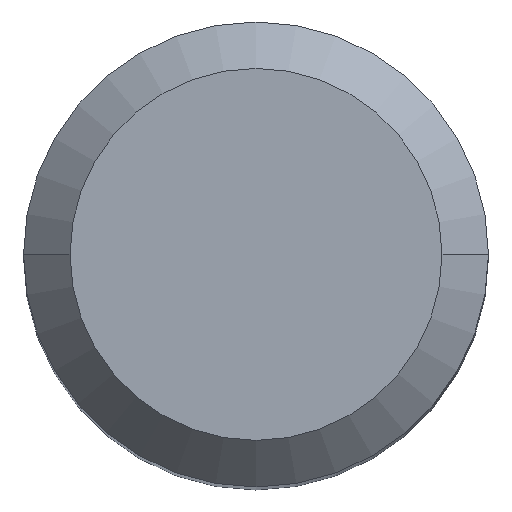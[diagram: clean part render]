
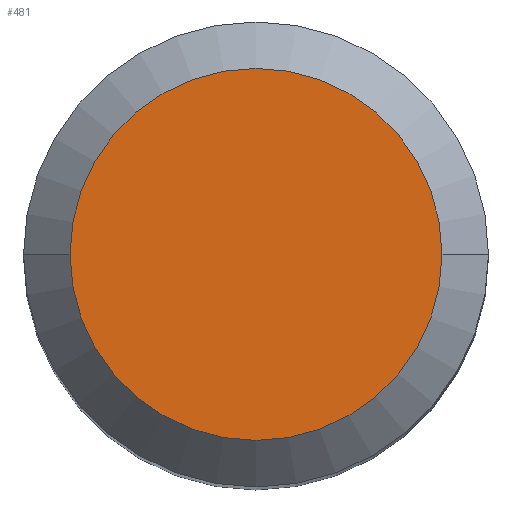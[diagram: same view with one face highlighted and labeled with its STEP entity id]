
A CAD part, top view. The second image highlights one B-rep face of the part: STEP entity #481.
In plain terms, the highlighted planar face has unit normal (0, 0, 1).
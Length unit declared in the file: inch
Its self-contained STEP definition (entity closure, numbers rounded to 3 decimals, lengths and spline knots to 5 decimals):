
#14 = DIRECTION ( 'NONE',  ( 1., 0., 0. ) ) ;
#42 = EDGE_CURVE ( 'NONE', #324, #264, #72, .T. ) ;
#66 = CARTESIAN_POINT ( 'NONE',  ( 0.18896, 0., 0. ) ) ;
#72 = CIRCLE ( 'NONE', #242, 0.18896 ) ;
#130 = AXIS2_PLACEMENT_3D ( 'NONE', #268, #140, #14 ) ;
#140 = DIRECTION ( 'NONE',  ( 0., 0., 1. ) ) ;
#219 = DIRECTION ( 'NONE',  ( 0., 0., -1. ) ) ;
#242 = AXIS2_PLACEMENT_3D ( 'NONE', #301, #418, #392 ) ;
#254 = FACE_OUTER_BOUND ( 'NONE', #286, .T. ) ;
#256 = DIRECTION ( 'NONE',  ( -1., 0., 0. ) ) ;
#264 = VERTEX_POINT ( 'NONE', #66 ) ;
#268 = CARTESIAN_POINT ( 'NONE',  ( 0., 0., 0. ) ) ;
#286 = EDGE_LOOP ( 'NONE', ( #373, #366 ) ) ;
#301 = CARTESIAN_POINT ( 'NONE',  ( 0., 0., 0. ) ) ;
#322 = CARTESIAN_POINT ( 'NONE',  ( -0.18896, 0., 0. ) ) ;
#324 = VERTEX_POINT ( 'NONE', #322 ) ;
#335 = PLANE ( 'NONE',  #414 ) ;
#348 = CIRCLE ( 'NONE', #130, 0.18896 ) ;
#366 = ORIENTED_EDGE ( 'NONE', *, *, #406, .T. ) ;
#373 = ORIENTED_EDGE ( 'NONE', *, *, #42, .T. ) ;
#392 = DIRECTION ( 'NONE',  ( 1., 0., 0. ) ) ;
#406 = EDGE_CURVE ( 'NONE', #264, #324, #348, .T. ) ;
#410 = CARTESIAN_POINT ( 'NONE',  ( 0., 0., 0. ) ) ;
#414 = AXIS2_PLACEMENT_3D ( 'NONE', #410, #219, #256 ) ;
#418 = DIRECTION ( 'NONE',  ( 0., 0., 1. ) ) ;
#481 = ADVANCED_FACE ( 'NONE', ( #254 ), #335, .F. ) ;
